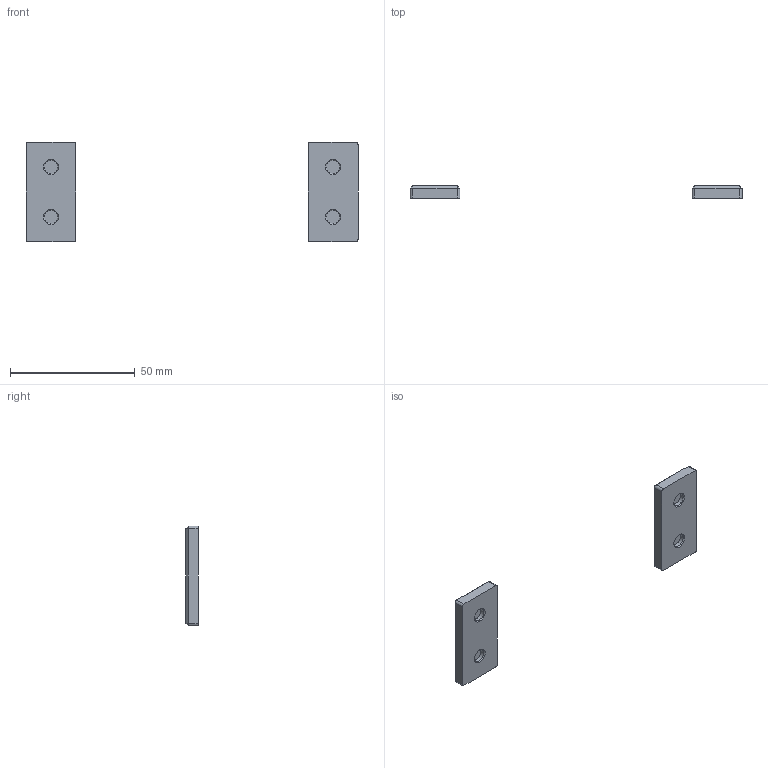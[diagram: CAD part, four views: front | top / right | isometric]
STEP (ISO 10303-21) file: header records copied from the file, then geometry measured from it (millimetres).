
FILE_DESCRIPTION(/* description */ (''),/* implementation_level */ '2;1');
FILE_NAME(/* name */ 'B-Z_Tower_Cap_2-B.stp',/* time_stamp */ '2021-01-26T16:26:54-08:00',/* author */ (''),/* organization */ (''),/* preprocessor_version */ 'ST-DEVELOPER v18.1',/* originating_system */ 'Autodesk Translation Framework v9.7.0.1280',/* authorisation */ '');
FILE_SCHEMA (('AUTOMOTIVE_DESIGN { 1 0 10303 214 3 1 1 }'));
Length unit declared in the file: millimetre
Products named in the file (1): 2040 Caps
Bounding box: 133 x 5 x 40 mm (x, y, z)
Volume: 6765 mm3; surface area: 4679.7 mm2
Topology: 2 solids, 2 shells, 60 faces, 124 edges, 68 vertices
Faces by surface type: plane 28, cone 16, cylinder 16
Full cylindrical faces by diameter (mm): 5.3 x4, 10.4 x4
Entity records: 1539 total; most frequent: DIRECTION 282, CARTESIAN_POINT 245, ORIENTED_EDGE 232, EDGE_CURVE 116, AXIS2_PLACEMENT_3D 105, LINE 72, VECTOR 72, EDGE_LOOP 68
